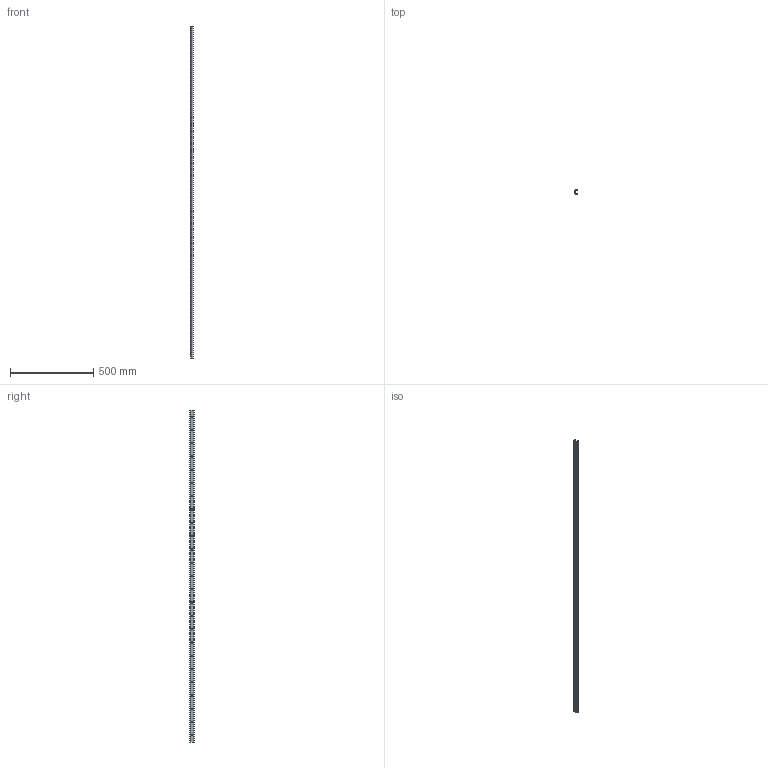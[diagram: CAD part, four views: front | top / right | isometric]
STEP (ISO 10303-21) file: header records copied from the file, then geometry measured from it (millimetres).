
FILE_DESCRIPTION (( 'STEP AP214' ), '1' );
FILE_NAME ('CRT_07E6391426.step', '2021-01-25T16:00:36', ( '' ), ( '' ), 'SwSTEP 2.0', 'SolidWorks 2019', '' );
FILE_SCHEMA (( 'AUTOMOTIVE_DESIGN' ));
Length unit declared in the file: inch
Products named in the file (3): 6Ml5U3swrx_CADModel_0; CRT_07E6391426
Assembly tree (1 placements, depth 2):
  6Ml5U3swrx_CADModel_0
  CRT_07E6391426
    6Ml5U3swrx_CADModel_0
Bounding box: 15 x 29.53 x 2000 mm (x, y, z)
Volume: 229692.2 mm3; surface area: 195315.5 mm2
Topology: 1 solids, 1 shells, 147 faces, 435 edges, 290 vertices
Faces by surface type: cylinder 83, plane 64
Entity records: 7075 total; most frequent: DIRECTION 905, CARTESIAN_POINT 877, ORIENTED_EDGE 870, EDGE_CURVE 435, AXIS2_PLACEMENT_3D 318, VERTEX_POINT 290, VECTOR 269, LINE 269
